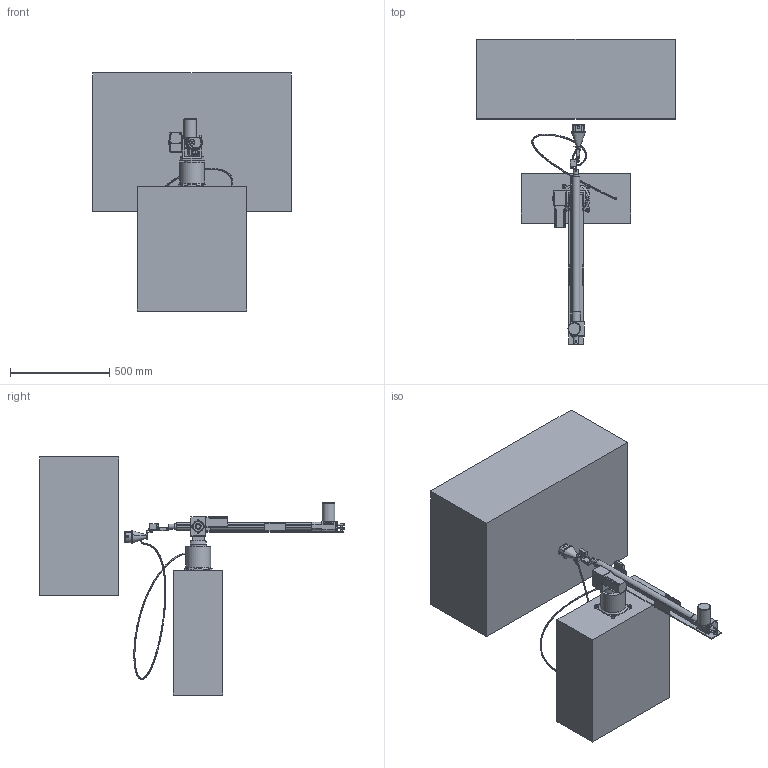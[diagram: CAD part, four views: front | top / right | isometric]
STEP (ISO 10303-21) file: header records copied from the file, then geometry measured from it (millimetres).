
FILE_DESCRIPTION(/* description */ (''),/* implementation_level */ '2;1');
FILE_NAME(/* name */ 'World-1 v7.step',/* time_stamp */ '2023-02-06T23:16:21+05:30',/* author */ (''),/* organization */ (''),/* preprocessor_version */ 'ST-DEVELOPER v19.2',/* originating_system */ 'Autodesk Translation Framework v11.17.0.187',/* authorisation */ '');
FILE_SCHEMA (('AUTOMOTIVE_DESIGN { 1 0 10303 214 3 1 1 }'));
Length unit declared in the file: millimetre
Products named in the file (29): World-1; NEMA34; Base; Mount_to_base; Part-2; Actuator Mount; ActuatorAssembly; PAI01V1_Cad; Piston_PAI01; Clamp-1; Servo Assembly; EV charger type 2 plug(female); EV charger type 2 plug(female).step; type 2 head v2.step; EV-T2-GEN2-CON-3AC.step; Part10^EV charger type 2 plug(female); Clamp-2; Servo Assembly_1; servo shaft; Servo motor; Clamp-4; Stepper-1; Stepper-1(a) v3; Boundary Box; Bearings_15; Bolt-2; Bolt-1; Cable; Wire
Assembly tree (32 placements, depth 6):
  World-1
    NEMA34
    Base
    Mount_to_base
    Part-2
    Actuator Mount
    ActuatorAssembly
      PAI01V1_Cad
      Piston_PAI01
    Clamp-1
      Servo Assembly
        servo shaft
        Servo motor
      Clamp-4  x2
      EV charger type 2 plug(female)
        EV charger type 2 plug(female).step
          type 2 head v2.step
            EV-T2-GEN2-CON-3AC.step
        Part10^EV charger type 2 plug(female)
      Clamp-2
      Servo Assembly_1
        servo shaft
        Servo motor
    Stepper-1
      Stepper-1(a) v3
    Boundary Box
    Bearings_15  x2
    Bolt-2
    Bolt-1
    Cable
    Wire
Bounding box: 1000 x 1537.66 x 1200 mm (x, y, z)
Volume: 297951260.5 mm3; surface area: 5838785.5 mm2
Topology: 30 solids, 31 shells, 1185 faces, 2997 edges, 1906 vertices
Faces by surface type: plane 692, cylinder 329, bspline 71, torus 48, cone 29, sphere 16
Full cylindrical faces by diameter (mm): 3 x28, 4 x6, 5 x13, 5.826 x1, 6 x4, 6.5 x8, 8 x8, 10 x1, 12 x1, 12.7 x1, 13.8 x6, 16 x1, 20 x14, 24 x1, 28.5 x3, 30 x2, 31.75 x1, 50 x2, 63.5 x1, 73.002 x1, 77 x1, 80 x2, 120 x1, 125 x1
Entity records: 43542 total; most frequent: CARTESIAN_POINT 15547, DIRECTION 5641, ORIENTED_EDGE 5627, EDGE_CURVE 2816, LINE 1899, VECTOR 1899, AXIS2_PLACEMENT_3D 1871, VERTEX_POINT 1815
